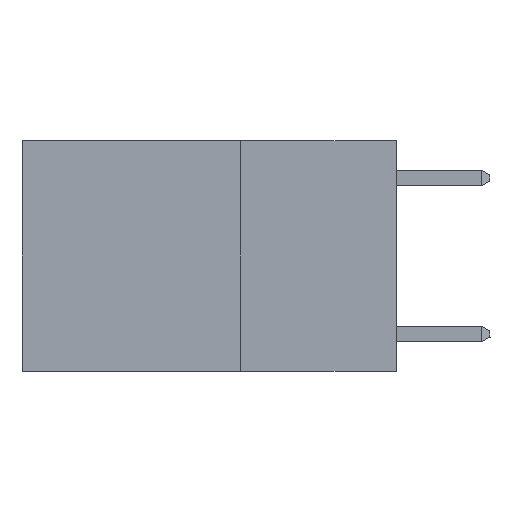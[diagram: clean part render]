
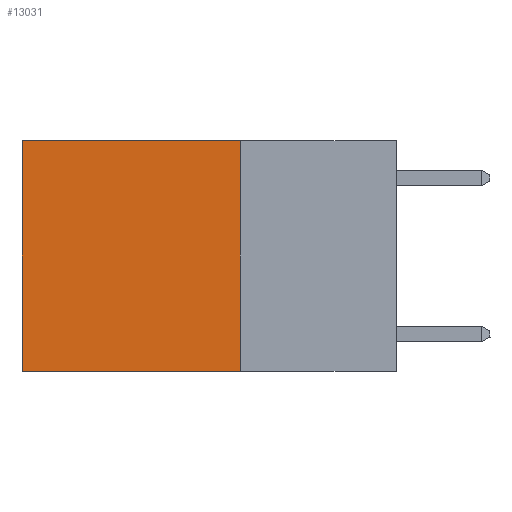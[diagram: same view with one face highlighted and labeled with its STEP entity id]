
A CAD part, left-side view. The second image highlights one B-rep face of the part: STEP entity #13031.
In plain terms, the highlighted planar face has unit normal (-1, 0, 0).
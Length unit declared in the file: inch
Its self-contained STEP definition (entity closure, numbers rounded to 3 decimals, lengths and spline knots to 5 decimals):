
#925 = VERTEX_POINT ( 'NONE', #9931 ) ;
#2511 = CARTESIAN_POINT ( 'NONE',  ( 0.2625, 0.25, -0.37 ) ) ;
#2519 = VERTEX_POINT ( 'NONE', #3079 ) ;
#2959 = DIRECTION ( 'NONE',  ( 1., 0., 0. ) ) ;
#3079 = CARTESIAN_POINT ( 'NONE',  ( 0.2625, 0.6, 0. ) ) ;
#3448 = VECTOR ( 'NONE', #3583, 39.37008 ) ;
#3583 = DIRECTION ( 'NONE',  ( 0., 0., -1. ) ) ;
#4729 = VERTEX_POINT ( 'NONE', #6473 ) ;
#5547 = VECTOR ( 'NONE', #11557, 39.37008 ) ;
#5837 = CARTESIAN_POINT ( 'NONE',  ( 0.2625, 0.25, 0. ) ) ;
#6335 = EDGE_CURVE ( 'NONE', #925, #7026, #7920, .T. ) ;
#6350 = ORIENTED_EDGE ( 'NONE', *, *, #10563, .F. ) ;
#6407 = CARTESIAN_POINT ( 'NONE',  ( 0.2625, 0.25, 0. ) ) ;
#6410 = EDGE_CURVE ( 'NONE', #2519, #4729, #12385, .T. ) ;
#6473 = CARTESIAN_POINT ( 'NONE',  ( 0.2625, 0.6, -0.37 ) ) ;
#7026 = VERTEX_POINT ( 'NONE', #11369 ) ;
#7920 = LINE ( 'NONE', #5837, #13414 ) ;
#9184 = EDGE_LOOP ( 'NONE', ( #12452, #6350, #12475, #10798 ) ) ;
#9278 = CARTESIAN_POINT ( 'NONE',  ( 0.2625, 0.6, 0. ) ) ;
#9931 = CARTESIAN_POINT ( 'NONE',  ( 0.2625, 0.25, 0. ) ) ;
#10563 = EDGE_CURVE ( 'NONE', #7026, #4729, #14364, .T. ) ;
#10798 = ORIENTED_EDGE ( 'NONE', *, *, #13718, .T. ) ;
#10812 = CARTESIAN_POINT ( 'NONE',  ( 0.2625, 0.25, 0. ) ) ;
#10825 = DIRECTION ( 'NONE',  ( 0., 0., -1. ) ) ;
#11369 = CARTESIAN_POINT ( 'NONE',  ( 0.2625, 0.25, -0.37 ) ) ;
#11557 = DIRECTION ( 'NONE',  ( 0., 1., 0. ) ) ;
#11914 = DIRECTION ( 'NONE',  ( 0., 1., 0. ) ) ;
#12017 = AXIS2_PLACEMENT_3D ( 'NONE', #6407, #2959, #10825 ) ;
#12385 = LINE ( 'NONE', #9278, #3448 ) ;
#12444 = DIRECTION ( 'NONE',  ( 0., 0., -1. ) ) ;
#12452 = ORIENTED_EDGE ( 'NONE', *, *, #6410, .T. ) ;
#12475 = ORIENTED_EDGE ( 'NONE', *, *, #6335, .F. ) ;
#12988 = PLANE ( 'NONE',  #12017 ) ;
#13031 = ADVANCED_FACE ( 'NONE', ( #13580 ), #12988, .F. ) ;
#13414 = VECTOR ( 'NONE', #12444, 39.37008 ) ;
#13580 = FACE_OUTER_BOUND ( 'NONE', #9184, .T. ) ;
#13718 = EDGE_CURVE ( 'NONE', #925, #2519, #14445, .T. ) ;
#14081 = VECTOR ( 'NONE', #11914, 39.37008 ) ;
#14364 = LINE ( 'NONE', #2511, #5547 ) ;
#14445 = LINE ( 'NONE', #10812, #14081 ) ;
